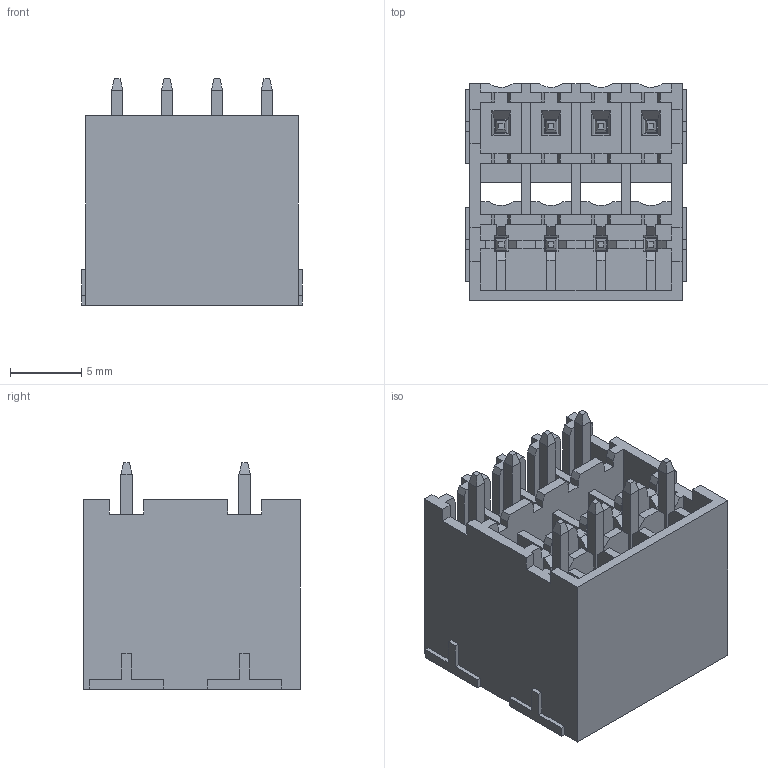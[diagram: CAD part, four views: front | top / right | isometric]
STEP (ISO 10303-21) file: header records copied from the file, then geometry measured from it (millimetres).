
FILE_DESCRIPTION( ('This file contains a STEP AP42 implementation' ,'as created by ZW3D STEP Interface translator.') ,'2;1' );
FILE_NAME( 'WJ15EDGVHB-THT-3.5-2x04P-00A.stp' ,'23 5 9.103537', (''), ('ZWCAD Software Co.'), 'Version 1.0', 'ZW3D to STEP translator', '' );
FILE_SCHEMA(('AUTOMOTIVE_DESIGN { 1 0 10303 214 1 1 1 1 }'));
Length unit declared in the file: millimetre
Products named in the file (2): 0; WJ15EDGVHB-3.5-2x12P
Bounding box: 15.5 x 15.2 x 15.9 mm (x, y, z)
Volume: 1302.7 mm3; surface area: 3952.2 mm2
Topology: 1 solids, 1 shells, 914 faces, 2496 edges, 1608 vertices
Faces by surface type: plane 826, cone 64, torus 16, cylinder 8
Entity records: 29492 total; most frequent: CARTESIAN_POINT 5467, ORIENTED_EDGE 4992, DIRECTION 4454, EDGE_CURVE 2496, VECTOR 2168, LINE 2168, VERTEX_POINT 1608, AXIS2_PLACEMENT_3D 1143
